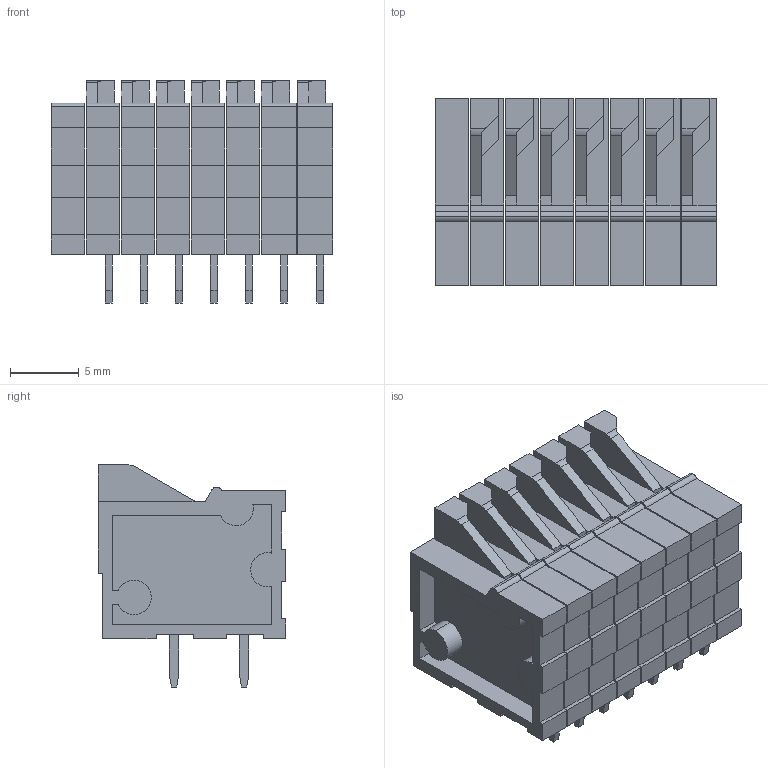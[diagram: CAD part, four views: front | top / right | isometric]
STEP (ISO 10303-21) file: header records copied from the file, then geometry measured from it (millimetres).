
FILE_DESCRIPTION(('TFLEX Exchange Step'),'2;1');
FILE_NAME('DG141R-7-2.54.step', '2021-03-16T14:14:43+04:00',('User'),('Unknown organisation'),'TFLEX Exchange 2019.0','T-FLEX CAD','Unknown authorisation');
FILE_SCHEMA( ('AUTOMOTIVE_DESIGN { 1 0 10303 214 1 1 1 1 }') );
Length unit declared in the file: millimetre
Products named in the file (5): Тело_1 - Внешняя модель_1:2; Тело_6 - Внешняя модель_6:2; Тело_13 - Внешняя модель_13:2; Тело_19 - Внешняя модель_19:2; BUFFER:000000FC3E78C210 
Assembly tree (8 placements, depth 2):
  BUFFER:000000FC3E78C210 
    Тело_1 - Внешняя модель_1:2  x2
    Тело_6 - Внешняя модель_6:2  x2
    Тело_13 - Внешняя модель_13:2  x2
    Тело_19 - Внешняя модель_19:2  x2
Bounding box: 20.42 x 13.6 x 16.1 mm (x, y, z)
Volume: 2521.1 mm3; surface area: 4190.7 mm2
Topology: 29 solids, 29 shells, 545 faces, 1391 edges, 918 vertices
Faces by surface type: plane 483, cylinder 41, cone 21
Full cylindrical faces by diameter (mm): 1.5 x6, 1.6 x7
Entity records: 14274 total; most frequent: CARTESIAN_POINT 2623, ORIENTED_EDGE 2406, DIRECTION 2253, EDGE_CURVE 1203, VECTOR 1081, LINE 1081, VERTEX_POINT 794, AXIS2_PLACEMENT_3D 586
